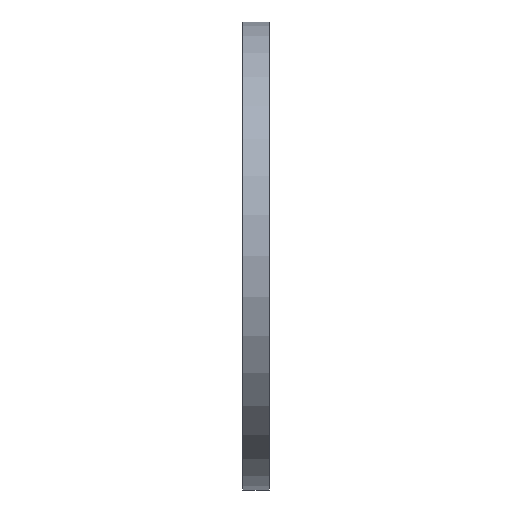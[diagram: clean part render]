
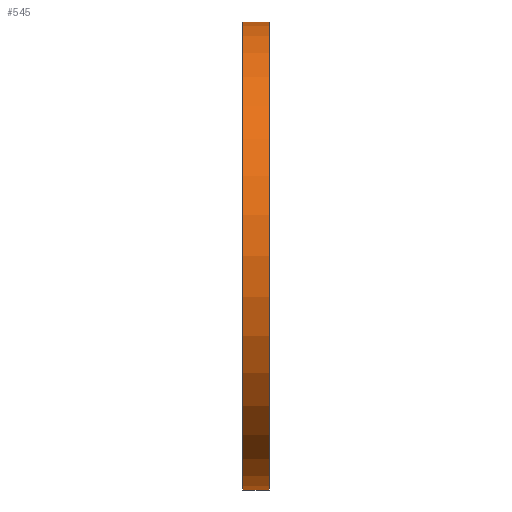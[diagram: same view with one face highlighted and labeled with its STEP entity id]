
A CAD part, left-side view. The second image highlights one B-rep face of the part: STEP entity #545.
In plain terms, the highlighted cylindrical face has radius 282.5 mm (diameter 565 mm), a partial arc.
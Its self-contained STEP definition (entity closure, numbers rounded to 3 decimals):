
#5 = LINE ( 'NONE', #649, #1432 ) ;
#59 = ORIENTED_EDGE ( 'NONE', *, *, #801, .F. ) ;
#82 = DIRECTION ( 'NONE',  ( 0., 0., 1. ) ) ;
#141 = ORIENTED_EDGE ( 'NONE', *, *, #1267, .T. ) ;
#219 = VERTEX_POINT ( 'NONE', #585 ) ;
#241 = DIRECTION ( 'NONE',  ( 0., 1., 0. ) ) ;
#270 = CIRCLE ( 'NONE', #1078, 282.5 ) ;
#278 = VERTEX_POINT ( 'NONE', #562 ) ;
#313 = CARTESIAN_POINT ( 'NONE',  ( 0., 0., -282.5 ) ) ;
#358 = DIRECTION ( 'NONE',  ( 0., 1., 0. ) ) ;
#446 = EDGE_CURVE ( 'NONE', #278, #219, #908, .T. ) ;
#528 = CIRCLE ( 'NONE', #1335, 282.5 ) ;
#545 = ADVANCED_FACE ( 'NONE', ( #684 ), #1339, .T. ) ;
#555 = EDGE_LOOP ( 'NONE', ( #1235, #141, #1286, #59 ) ) ;
#562 = CARTESIAN_POINT ( 'NONE',  ( 0., 0., 282.5 ) ) ;
#585 = CARTESIAN_POINT ( 'NONE',  ( 0., 32., 282.5 ) ) ;
#649 = CARTESIAN_POINT ( 'NONE',  ( 0., 34.695, -282.5 ) ) ;
#684 = FACE_OUTER_BOUND ( 'NONE', #555, .T. ) ;
#738 = CARTESIAN_POINT ( 'NONE',  ( 0., 32., 0. ) ) ;
#771 = AXIS2_PLACEMENT_3D ( 'NONE', #783, #241, #1013 ) ;
#783 = CARTESIAN_POINT ( 'NONE',  ( 0., 34.695, 0. ) ) ;
#801 = EDGE_CURVE ( 'NONE', #1211, #219, #270, .T. ) ;
#873 = DIRECTION ( 'NONE',  ( 0., 0., 1. ) ) ;
#908 = LINE ( 'NONE', #1247, #1238 ) ;
#983 = DIRECTION ( 'NONE',  ( 0., 1., 0. ) ) ;
#992 = DIRECTION ( 'NONE',  ( 0., 1., 0. ) ) ;
#1013 = DIRECTION ( 'NONE',  ( 0., 0., 1. ) ) ;
#1078 = AXIS2_PLACEMENT_3D ( 'NONE', #738, #1185, #82 ) ;
#1088 = CARTESIAN_POINT ( 'NONE',  ( 0., 0., 0. ) ) ;
#1093 = CARTESIAN_POINT ( 'NONE',  ( 0., 32., -282.5 ) ) ;
#1185 = DIRECTION ( 'NONE',  ( 0., 1., 0. ) ) ;
#1211 = VERTEX_POINT ( 'NONE', #1093 ) ;
#1235 = ORIENTED_EDGE ( 'NONE', *, *, #1277, .F. ) ;
#1238 = VECTOR ( 'NONE', #358, 1000. ) ;
#1247 = CARTESIAN_POINT ( 'NONE',  ( 0., 34.695, 282.5 ) ) ;
#1267 = EDGE_CURVE ( 'NONE', #1369, #278, #528, .T. ) ;
#1277 = EDGE_CURVE ( 'NONE', #1369, #1211, #5, .T. ) ;
#1286 = ORIENTED_EDGE ( 'NONE', *, *, #446, .T. ) ;
#1335 = AXIS2_PLACEMENT_3D ( 'NONE', #1088, #992, #873 ) ;
#1339 = CYLINDRICAL_SURFACE ( 'NONE', #771, 282.5 ) ;
#1369 = VERTEX_POINT ( 'NONE', #313 ) ;
#1432 = VECTOR ( 'NONE', #983, 1000. ) ;
